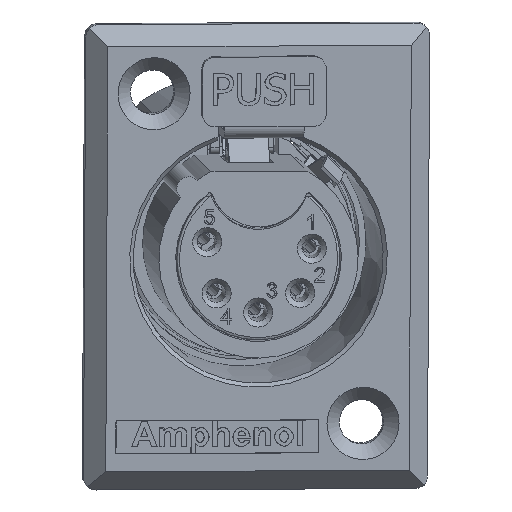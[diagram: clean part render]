
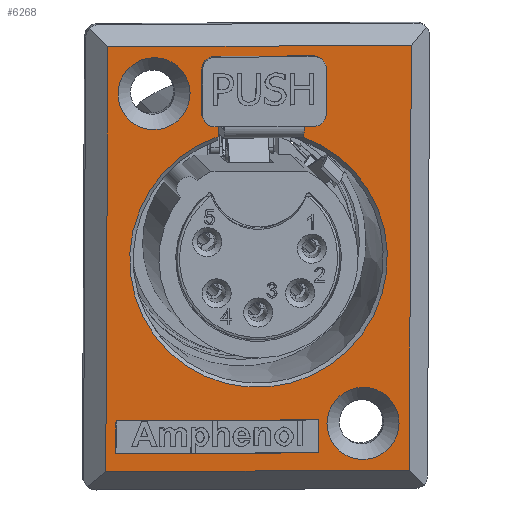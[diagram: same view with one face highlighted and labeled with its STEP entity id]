
A CAD part, left-side view. The second image highlights one B-rep face of the part: STEP entity #6268.
In plain terms, the highlighted face is planar.
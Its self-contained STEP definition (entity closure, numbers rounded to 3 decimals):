
#5496=CARTESIAN_POINT('',(15.386,11.2,-1.25));
#5497=VERTEX_POINT('',#5496);
#5504=CARTESIAN_POINT('',(15.386,-4.8,-1.25));
#5505=VERTEX_POINT('',#5504);
#5506=CARTESIAN_POINT('',(15.386,-4.8,-1.25));
#5507=DIRECTION('',(0.0,1.0,0.0));
#5508=VECTOR('',#5507,16.);
#5509=LINE('',#5506,#5508);
#5510=EDGE_CURVE('',#5505,#5497,#5509,.T.);
#5528=CARTESIAN_POINT('',(12.786,-4.8,-1.25));
#5529=VERTEX_POINT('',#5528);
#5530=CARTESIAN_POINT('',(12.786,-4.8,-1.25));
#5531=DIRECTION('',(1.0,0.0,0.0));
#5532=VECTOR('',#5531,2.6);
#5533=LINE('',#5530,#5532);
#5534=EDGE_CURVE('',#5529,#5505,#5533,.T.);
#5552=CARTESIAN_POINT('',(12.786,11.2,-1.25));
#5553=VERTEX_POINT('',#5552);
#5554=CARTESIAN_POINT('',(12.786,11.2,-1.25));
#5555=DIRECTION('',(0.0,-1.0,0.0));
#5556=VECTOR('',#5555,16.);
#5557=LINE('',#5554,#5556);
#5558=EDGE_CURVE('',#5553,#5529,#5557,.T.);
#5576=CARTESIAN_POINT('',(15.386,11.2,-1.25));
#5577=DIRECTION('',(-1.0,0.0,0.0));
#5578=VECTOR('',#5577,2.6);
#5579=LINE('',#5576,#5578);
#5580=EDGE_CURVE('',#5497,#5553,#5579,.T.);
#5654=CARTESIAN_POINT('',(16.8,12.0,-1.25));
#5655=VERTEX_POINT('',#5654);
#5662=CARTESIAN_POINT('',(-16.8,12.,-1.25));
#5663=VERTEX_POINT('',#5662);
#5664=CARTESIAN_POINT('',(16.8,12.0,-1.25));
#5665=DIRECTION('',(-1.0,0.0,0.0));
#5666=VECTOR('',#5665,33.6);
#5667=LINE('',#5664,#5666);
#5668=EDGE_CURVE('',#5655,#5663,#5667,.T.);
#5719=CARTESIAN_POINT('',(16.8,-12.,-1.25));
#5720=VERTEX_POINT('',#5719);
#5727=CARTESIAN_POINT('',(16.8,-12.,-1.25));
#5728=DIRECTION('',(0.0,1.0,0.0));
#5729=VECTOR('',#5728,24.0);
#5730=LINE('',#5727,#5729);
#5731=EDGE_CURVE('',#5720,#5655,#5730,.T.);
#6088=CARTESIAN_POINT('',(-9.656,3.25,-1.25));
#6089=VERTEX_POINT('',#6088);
#6103=CARTESIAN_POINT('',(-9.656,-3.25,-1.25));
#6104=VERTEX_POINT('',#6103);
#6105=CARTESIAN_POINT('',(0.,0.,-1.25));
#6106=DIRECTION('',(0.0,0.0,-1.0));
#6107=DIRECTION('',(1.0,0.0,0.0));
#6108=AXIS2_PLACEMENT_3D('',#6105,#6106,#6107);
#6109=CIRCLE('',#6108,10.188);
#6110=EDGE_CURVE('',#6089,#6104,#6109,.T.);
#6143=CARTESIAN_POINT('',(-10.75,-3.25,-1.25));
#6144=VERTEX_POINT('',#6143);
#6145=CARTESIAN_POINT('',(-10.75,-3.25,-1.25));
#6146=DIRECTION('',(1.0,0.0,0.0));
#6147=VECTOR('',#6146,1.094);
#6148=LINE('',#6145,#6147);
#6149=EDGE_CURVE('',#6144,#6104,#6148,.T.);
#6199=CARTESIAN_POINT('',(0.,0.,-1.25));
#6200=DIRECTION('',(0.0,0.0,1.0));
#6201=DIRECTION('',(1.0,0.0,0.0));
#6202=AXIS2_PLACEMENT_3D('',#6199,#6200,#6201);
#6203=PLANE('',#6202);
#6204=CARTESIAN_POINT('',(-16.8,-12.,-1.25));
#6205=VERTEX_POINT('',#6204);
#6206=CARTESIAN_POINT('',(-16.8,12.,-1.25));
#6207=DIRECTION('',(0.0,-1.0,0.0));
#6208=VECTOR('',#6207,24.);
#6209=LINE('',#6206,#6208);
#6210=EDGE_CURVE('',#5663,#6205,#6209,.T.);
#6211=ORIENTED_EDGE('',*,*,#6210,.F.);
#6212=ORIENTED_EDGE('',*,*,#5668,.F.);
#6213=ORIENTED_EDGE('',*,*,#5731,.F.);
#6214=CARTESIAN_POINT('',(-16.8,-12.,-1.25));
#6215=DIRECTION('',(1.0,0.0,0.0));
#6216=VECTOR('',#6215,33.6);
#6217=LINE('',#6214,#6216);
#6218=EDGE_CURVE('',#6205,#5720,#6217,.T.);
#6219=ORIENTED_EDGE('',*,*,#6218,.F.);
#6220=EDGE_LOOP('',(#6211,#6212,#6213,#6219));
#6221=FACE_OUTER_BOUND('',#6220,.T.);
#6222=ORIENTED_EDGE('',*,*,#5510,.T.);
#6223=ORIENTED_EDGE('',*,*,#5580,.T.);
#6224=ORIENTED_EDGE('',*,*,#5558,.T.);
#6225=ORIENTED_EDGE('',*,*,#5534,.T.);
#6226=EDGE_LOOP('',(#6222,#6223,#6224,#6225));
#6227=FACE_BOUND('',#6226,.T.);
#6228=CARTESIAN_POINT('',(-15.925,8.325,-1.25));
#6229=VERTEX_POINT('',#6228);
#6230=CARTESIAN_POINT('',(-13.075,8.325,-1.25));
#6231=DIRECTION('',(0.0,0.0,1.0));
#6232=DIRECTION('',(-1.0,0.0,0.0));
#6233=AXIS2_PLACEMENT_3D('',#6230,#6231,#6232);
#6234=CIRCLE('',#6233,2.85);
#6235=EDGE_CURVE('',#6229,#6229,#6234,.T.);
#6236=ORIENTED_EDGE('',*,*,#6235,.T.);
#6237=EDGE_LOOP('',(#6236));
#6238=FACE_BOUND('',#6237,.T.);
#6239=CARTESIAN_POINT('',(10.225,-8.325,-1.25));
#6240=VERTEX_POINT('',#6239);
#6241=CARTESIAN_POINT('',(13.075,-8.325,-1.25));
#6242=DIRECTION('',(0.0,0.0,1.0));
#6243=DIRECTION('',(-1.0,0.0,0.0));
#6244=AXIS2_PLACEMENT_3D('',#6241,#6242,#6243);
#6245=CIRCLE('',#6244,2.85);
#6246=EDGE_CURVE('',#6240,#6240,#6245,.T.);
#6247=ORIENTED_EDGE('',*,*,#6246,.T.);
#6248=EDGE_LOOP('',(#6247));
#6249=FACE_BOUND('',#6248,.T.);
#6250=ORIENTED_EDGE('',*,*,#6110,.F.);
#6251=CARTESIAN_POINT('',(-10.75,3.25,-1.25));
#6252=VERTEX_POINT('',#6251);
#6253=CARTESIAN_POINT('',(-9.656,3.25,-1.25));
#6254=DIRECTION('',(-1.0,0.0,0.0));
#6255=VECTOR('',#6254,1.094);
#6256=LINE('',#6253,#6255);
#6257=EDGE_CURVE('',#6089,#6252,#6256,.T.);
#6258=ORIENTED_EDGE('',*,*,#6257,.T.);
#6259=CARTESIAN_POINT('',(-10.75,3.25,-1.25));
#6260=DIRECTION('',(0.0,-1.0,0.0));
#6261=VECTOR('',#6260,6.5);
#6262=LINE('',#6259,#6261);
#6263=EDGE_CURVE('',#6252,#6144,#6262,.T.);
#6264=ORIENTED_EDGE('',*,*,#6263,.T.);
#6265=ORIENTED_EDGE('',*,*,#6149,.T.);
#6266=EDGE_LOOP('',(#6250,#6258,#6264,#6265));
#6267=FACE_BOUND('',#6266,.T.);
#6268=ADVANCED_FACE('',(#6221,#6227,#6238,#6249,#6267),#6203,.F.);
